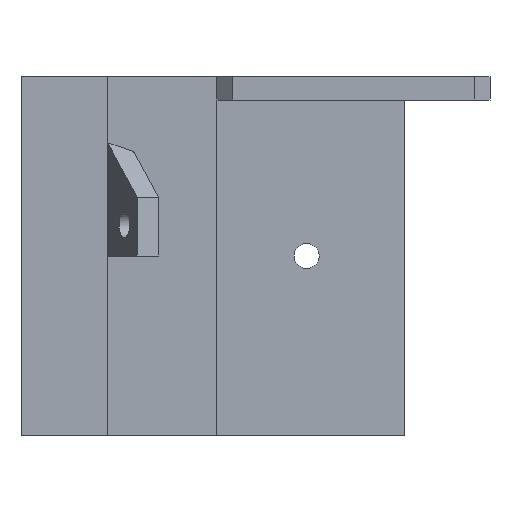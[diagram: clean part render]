
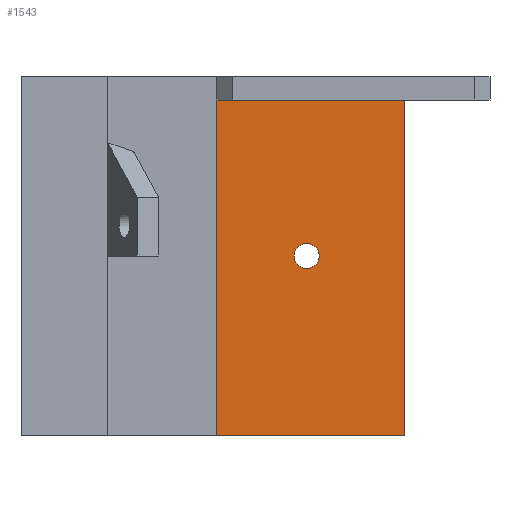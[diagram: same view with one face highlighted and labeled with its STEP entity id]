
A CAD part, front view. The second image highlights one B-rep face of the part: STEP entity #1543.
In plain terms, the highlighted planar face has unit normal (0, -1, 0).
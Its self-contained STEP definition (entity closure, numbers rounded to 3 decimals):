
#126 = PLANE('',#127);
#127 = AXIS2_PLACEMENT_3D('',#128,#129,#130);
#128 = CARTESIAN_POINT('',(24.,18.,0.));
#129 = DIRECTION('',(-0.,-0.,-1.));
#130 = DIRECTION('',(-1.,0.,0.));
#928 = PLANE('',#929);
#929 = AXIS2_PLACEMENT_3D('',#930,#931,#932);
#930 = CARTESIAN_POINT('',(51.,-19.,0.));
#931 = DIRECTION('',(1.,0.,0.));
#932 = DIRECTION('',(0.,-1.,0.));
#1337 = VERTEX_POINT('',#1338);
#1338 = CARTESIAN_POINT('',(51.,-19.,0.));
#1359 = EDGE_CURVE('',#1337,#1360,#1362,.T.);
#1360 = VERTEX_POINT('',#1361);
#1361 = CARTESIAN_POINT('',(51.,-19.,43.));
#1362 = SURFACE_CURVE('',#1363,(#1367,#1374),.PCURVE_S1.);
#1363 = LINE('',#1364,#1365);
#1364 = CARTESIAN_POINT('',(51.,-19.,0.));
#1365 = VECTOR('',#1366,1.);
#1366 = DIRECTION('',(0.,0.,1.));
#1367 = PCURVE('',#928,#1368);
#1368 = DEFINITIONAL_REPRESENTATION('',(#1369),#1373);
#1369 = LINE('',#1370,#1371);
#1370 = CARTESIAN_POINT('',(-0.,0.));
#1371 = VECTOR('',#1372,1.);
#1372 = DIRECTION('',(-0.,-1.));
#1373 = ( GEOMETRIC_REPRESENTATION_CONTEXT(2) 
PARAMETRIC_REPRESENTATION_CONTEXT() REPRESENTATION_CONTEXT('2D SPACE',''
  ) );
#1374 = PCURVE('',#1375,#1380);
#1375 = PLANE('',#1376);
#1376 = AXIS2_PLACEMENT_3D('',#1377,#1378,#1379);
#1377 = CARTESIAN_POINT('',(27.,-19.,0.));
#1378 = DIRECTION('',(-0.,-1.,-0.));
#1379 = DIRECTION('',(-1.,0.,0.));
#1380 = DEFINITIONAL_REPRESENTATION('',(#1381),#1385);
#1381 = LINE('',#1382,#1383);
#1382 = CARTESIAN_POINT('',(-24.,0.));
#1383 = VECTOR('',#1384,1.);
#1384 = DIRECTION('',(-0.,-1.));
#1385 = ( GEOMETRIC_REPRESENTATION_CONTEXT(2) 
PARAMETRIC_REPRESENTATION_CONTEXT() REPRESENTATION_CONTEXT('2D SPACE',''
  ) );
#1543 = ADVANCED_FACE('',(#1544,#1601),#1375,.T.);
#1544 = FACE_BOUND('',#1545,.F.);
#1545 = EDGE_LOOP('',(#1546,#1578));
#1546 = ORIENTED_EDGE('',*,*,#1547,.F.);
#1547 = EDGE_CURVE('',#1548,#1550,#1552,.T.);
#1548 = VERTEX_POINT('',#1549);
#1549 = CARTESIAN_POINT('',(36.9,-19.,23.));
#1550 = VERTEX_POINT('',#1551);
#1551 = CARTESIAN_POINT('',(40.1,-19.,23.));
#1552 = SURFACE_CURVE('',#1553,(#1558,#1567),.PCURVE_S1.);
#1553 = CIRCLE('',#1554,1.6);
#1554 = AXIS2_PLACEMENT_3D('',#1555,#1556,#1557);
#1555 = CARTESIAN_POINT('',(38.5,-19.,23.));
#1556 = DIRECTION('',(0.,1.,0.));
#1557 = DIRECTION('',(-1.,0.,0.));
#1558 = PCURVE('',#1375,#1559);
#1559 = DEFINITIONAL_REPRESENTATION('',(#1560),#1566);
#1560 = ( BOUNDED_CURVE() B_SPLINE_CURVE(2,(#1561,#1562,#1563,#1564,
#1565),.UNSPECIFIED.,.F.,.F.) B_SPLINE_CURVE_WITH_KNOTS((3,2,3),(0.,
1.571,3.142),.PIECEWISE_BEZIER_KNOTS.) CURVE() 
GEOMETRIC_REPRESENTATION_ITEM() RATIONAL_B_SPLINE_CURVE((1.,
0.707,1.,0.707,1.)) REPRESENTATION_ITEM('') );
#1561 = CARTESIAN_POINT('',(-9.9,-23.));
#1562 = CARTESIAN_POINT('',(-9.9,-24.6));
#1563 = CARTESIAN_POINT('',(-11.5,-24.6));
#1564 = CARTESIAN_POINT('',(-13.1,-24.6));
#1565 = CARTESIAN_POINT('',(-13.1,-23.));
#1566 = ( GEOMETRIC_REPRESENTATION_CONTEXT(2) 
PARAMETRIC_REPRESENTATION_CONTEXT() REPRESENTATION_CONTEXT('2D SPACE',''
  ) );
#1567 = PCURVE('',#1568,#1573);
#1568 = CYLINDRICAL_SURFACE('',#1569,1.6);
#1569 = AXIS2_PLACEMENT_3D('',#1570,#1571,#1572);
#1570 = CARTESIAN_POINT('',(38.5,-7.,23.));
#1571 = DIRECTION('',(0.,1.,0.));
#1572 = DIRECTION('',(-1.,0.,0.));
#1573 = DEFINITIONAL_REPRESENTATION('',(#1574),#1577);
#1574 = B_SPLINE_CURVE_WITH_KNOTS('',1,(#1575,#1576),.UNSPECIFIED.,.F.,
  .F.,(2,2),(0.,3.142),.PIECEWISE_BEZIER_KNOTS.);
#1575 = CARTESIAN_POINT('',(0.,-12.));
#1576 = CARTESIAN_POINT('',(3.142,-12.));
#1577 = ( GEOMETRIC_REPRESENTATION_CONTEXT(2) 
PARAMETRIC_REPRESENTATION_CONTEXT() REPRESENTATION_CONTEXT('2D SPACE',''
  ) );
#1578 = ORIENTED_EDGE('',*,*,#1579,.F.);
#1579 = EDGE_CURVE('',#1550,#1548,#1580,.T.);
#1580 = SURFACE_CURVE('',#1581,(#1586,#1595),.PCURVE_S1.);
#1581 = CIRCLE('',#1582,1.6);
#1582 = AXIS2_PLACEMENT_3D('',#1583,#1584,#1585);
#1583 = CARTESIAN_POINT('',(38.5,-19.,23.));
#1584 = DIRECTION('',(0.,1.,0.));
#1585 = DIRECTION('',(-1.,0.,0.));
#1586 = PCURVE('',#1375,#1587);
#1587 = DEFINITIONAL_REPRESENTATION('',(#1588),#1594);
#1588 = ( BOUNDED_CURVE() B_SPLINE_CURVE(2,(#1589,#1590,#1591,#1592,
#1593),.UNSPECIFIED.,.F.,.F.) B_SPLINE_CURVE_WITH_KNOTS((3,2,3),(
    3.142,4.712,6.283),
.PIECEWISE_BEZIER_KNOTS.) CURVE() GEOMETRIC_REPRESENTATION_ITEM() 
RATIONAL_B_SPLINE_CURVE((1.,0.707,1.,0.707,1.)) 
REPRESENTATION_ITEM('') );
#1589 = CARTESIAN_POINT('',(-13.1,-23.));
#1590 = CARTESIAN_POINT('',(-13.1,-21.4));
#1591 = CARTESIAN_POINT('',(-11.5,-21.4));
#1592 = CARTESIAN_POINT('',(-9.9,-21.4));
#1593 = CARTESIAN_POINT('',(-9.9,-23.));
#1594 = ( GEOMETRIC_REPRESENTATION_CONTEXT(2) 
PARAMETRIC_REPRESENTATION_CONTEXT() REPRESENTATION_CONTEXT('2D SPACE',''
  ) );
#1595 = PCURVE('',#1568,#1596);
#1596 = DEFINITIONAL_REPRESENTATION('',(#1597),#1600);
#1597 = B_SPLINE_CURVE_WITH_KNOTS('',1,(#1598,#1599),.UNSPECIFIED.,.F.,
  .F.,(2,2),(3.142,6.283),.PIECEWISE_BEZIER_KNOTS.);
#1598 = CARTESIAN_POINT('',(3.142,-12.));
#1599 = CARTESIAN_POINT('',(6.283,-12.));
#1600 = ( GEOMETRIC_REPRESENTATION_CONTEXT(2) 
PARAMETRIC_REPRESENTATION_CONTEXT() REPRESENTATION_CONTEXT('2D SPACE',''
  ) );
#1601 = FACE_BOUND('',#1602,.F.);
#1602 = EDGE_LOOP('',(#1603,#1626,#1654,#1680));
#1603 = ORIENTED_EDGE('',*,*,#1604,.F.);
#1604 = EDGE_CURVE('',#1605,#1337,#1607,.T.);
#1605 = VERTEX_POINT('',#1606);
#1606 = CARTESIAN_POINT('',(27.,-19.,0.));
#1607 = SURFACE_CURVE('',#1608,(#1612,#1619),.PCURVE_S1.);
#1608 = LINE('',#1609,#1610);
#1609 = CARTESIAN_POINT('',(27.,-19.,0.));
#1610 = VECTOR('',#1611,1.);
#1611 = DIRECTION('',(1.,0.,0.));
#1612 = PCURVE('',#1375,#1613);
#1613 = DEFINITIONAL_REPRESENTATION('',(#1614),#1618);
#1614 = LINE('',#1615,#1616);
#1615 = CARTESIAN_POINT('',(-0.,-0.));
#1616 = VECTOR('',#1617,1.);
#1617 = DIRECTION('',(-1.,0.));
#1618 = ( GEOMETRIC_REPRESENTATION_CONTEXT(2) 
PARAMETRIC_REPRESENTATION_CONTEXT() REPRESENTATION_CONTEXT('2D SPACE',''
  ) );
#1619 = PCURVE('',#126,#1620);
#1620 = DEFINITIONAL_REPRESENTATION('',(#1621),#1625);
#1621 = LINE('',#1622,#1623);
#1622 = CARTESIAN_POINT('',(-3.,-37.));
#1623 = VECTOR('',#1624,1.);
#1624 = DIRECTION('',(-1.,0.));
#1625 = ( GEOMETRIC_REPRESENTATION_CONTEXT(2) 
PARAMETRIC_REPRESENTATION_CONTEXT() REPRESENTATION_CONTEXT('2D SPACE',''
  ) );
#1626 = ORIENTED_EDGE('',*,*,#1627,.T.);
#1627 = EDGE_CURVE('',#1605,#1628,#1630,.T.);
#1628 = VERTEX_POINT('',#1629);
#1629 = CARTESIAN_POINT('',(27.,-19.,43.));
#1630 = SURFACE_CURVE('',#1631,(#1635,#1642),.PCURVE_S1.);
#1631 = LINE('',#1632,#1633);
#1632 = CARTESIAN_POINT('',(27.,-19.,0.));
#1633 = VECTOR('',#1634,1.);
#1634 = DIRECTION('',(0.,0.,1.));
#1635 = PCURVE('',#1375,#1636);
#1636 = DEFINITIONAL_REPRESENTATION('',(#1637),#1641);
#1637 = LINE('',#1638,#1639);
#1638 = CARTESIAN_POINT('',(-0.,-0.));
#1639 = VECTOR('',#1640,1.);
#1640 = DIRECTION('',(-0.,-1.));
#1641 = ( GEOMETRIC_REPRESENTATION_CONTEXT(2) 
PARAMETRIC_REPRESENTATION_CONTEXT() REPRESENTATION_CONTEXT('2D SPACE',''
  ) );
#1642 = PCURVE('',#1643,#1648);
#1643 = PLANE('',#1644);
#1644 = AXIS2_PLACEMENT_3D('',#1645,#1646,#1647);
#1645 = CARTESIAN_POINT('',(27.,-34.,0.));
#1646 = DIRECTION('',(1.,0.,0.));
#1647 = DIRECTION('',(0.,-1.,0.));
#1648 = DEFINITIONAL_REPRESENTATION('',(#1649),#1653);
#1649 = LINE('',#1650,#1651);
#1650 = CARTESIAN_POINT('',(-15.,0.));
#1651 = VECTOR('',#1652,1.);
#1652 = DIRECTION('',(-0.,-1.));
#1653 = ( GEOMETRIC_REPRESENTATION_CONTEXT(2) 
PARAMETRIC_REPRESENTATION_CONTEXT() REPRESENTATION_CONTEXT('2D SPACE',''
  ) );
#1654 = ORIENTED_EDGE('',*,*,#1655,.T.);
#1655 = EDGE_CURVE('',#1628,#1360,#1656,.T.);
#1656 = SURFACE_CURVE('',#1657,(#1661,#1668),.PCURVE_S1.);
#1657 = LINE('',#1658,#1659);
#1658 = CARTESIAN_POINT('',(27.,-19.,43.));
#1659 = VECTOR('',#1660,1.);
#1660 = DIRECTION('',(1.,0.,0.));
#1661 = PCURVE('',#1375,#1662);
#1662 = DEFINITIONAL_REPRESENTATION('',(#1663),#1667);
#1663 = LINE('',#1664,#1665);
#1664 = CARTESIAN_POINT('',(-0.,-43.));
#1665 = VECTOR('',#1666,1.);
#1666 = DIRECTION('',(-1.,0.));
#1667 = ( GEOMETRIC_REPRESENTATION_CONTEXT(2) 
PARAMETRIC_REPRESENTATION_CONTEXT() REPRESENTATION_CONTEXT('2D SPACE',''
  ) );
#1668 = PCURVE('',#1669,#1674);
#1669 = PLANE('',#1670);
#1670 = AXIS2_PLACEMENT_3D('',#1671,#1672,#1673);
#1671 = CARTESIAN_POINT('',(27.,-19.,43.));
#1672 = DIRECTION('',(0.,0.,1.));
#1673 = DIRECTION('',(1.,0.,0.));
#1674 = DEFINITIONAL_REPRESENTATION('',(#1675),#1679);
#1675 = LINE('',#1676,#1677);
#1676 = CARTESIAN_POINT('',(0.,0.));
#1677 = VECTOR('',#1678,1.);
#1678 = DIRECTION('',(1.,0.));
#1679 = ( GEOMETRIC_REPRESENTATION_CONTEXT(2) 
PARAMETRIC_REPRESENTATION_CONTEXT() REPRESENTATION_CONTEXT('2D SPACE',''
  ) );
#1680 = ORIENTED_EDGE('',*,*,#1359,.F.);
